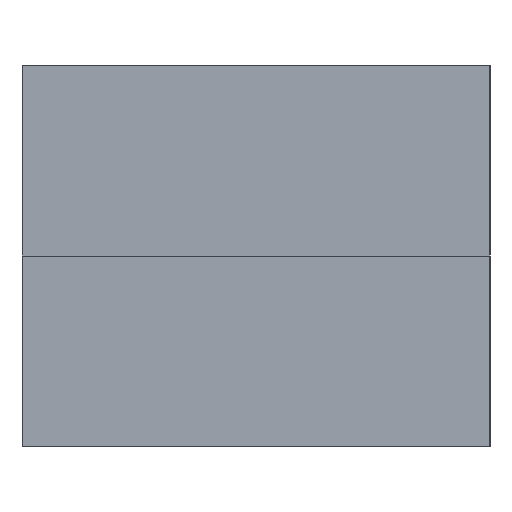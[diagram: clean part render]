
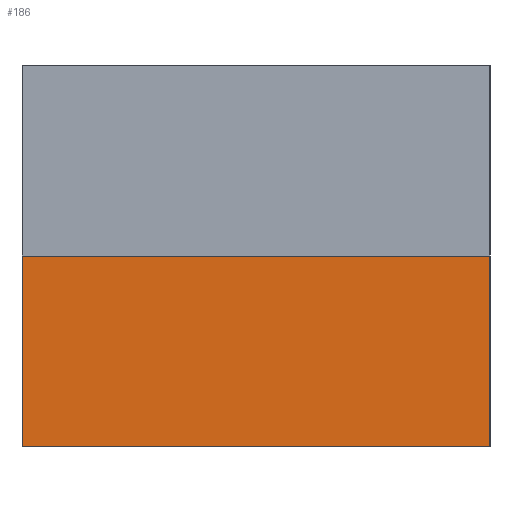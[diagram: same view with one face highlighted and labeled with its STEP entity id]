
A CAD part, left-side view. The second image highlights one B-rep face of the part: STEP entity #186.
In plain terms, the highlighted planar face has unit normal (-1, 0, 0).
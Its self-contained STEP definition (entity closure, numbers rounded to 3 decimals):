
#186=ADVANCED_FACE('',(#286),#288,.T.);
#286=FACE_BOUND('',#287,.T.);
#287=EDGE_LOOP('',(#450,#451,#452,#453));
#288=PLANE('',#289);
#289=AXIS2_PLACEMENT_3D('',#290,#291,#292);
#290=CARTESIAN_POINT('',(-500.,-32.,-13.));
#291=DIRECTION('',(-1.,0.,0.));
#292=DIRECTION('',(0.,0.,1.));
#450=ORIENTED_EDGE('',*,*,#539,.T.);
#451=ORIENTED_EDGE('',*,*,#525,.T.);
#452=ORIENTED_EDGE('',*,*,#548,.F.);
#453=ORIENTED_EDGE('',*,*,#528,.F.);
#525=EDGE_CURVE('',#578,#583,#585,.T.);
#528=EDGE_CURVE('',#589,#591,#592,.T.);
#539=EDGE_CURVE('',#589,#578,#612,.T.);
#548=EDGE_CURVE('',#591,#583,#624,.T.);
#578=VERTEX_POINT('',#674);
#583=VERTEX_POINT('',#683);
#585=LINE('',#687,#688);
#589=VERTEX_POINT('',#696);
#591=VERTEX_POINT('',#700);
#592=LINE('',#701,#702);
#612=LINE('',#747,#748);
#624=LINE('',#780,#781);
#674=CARTESIAN_POINT('',(-500.,-32.,0.));
#683=CARTESIAN_POINT('',(-500.,0.,0.));
#687=CARTESIAN_POINT('',(-500.,-32.,0.));
#688=VECTOR('',#689,1.);
#689=DIRECTION('',(0.,1.,0.));
#696=CARTESIAN_POINT('',(-500.,-32.,-13.));
#700=CARTESIAN_POINT('',(-500.,0.,-13.));
#701=CARTESIAN_POINT('',(-500.,-32.,-13.));
#702=VECTOR('',#703,1.);
#703=DIRECTION('',(0.,1.,0.));
#747=CARTESIAN_POINT('',(-500.,-32.,-13.));
#748=VECTOR('',#749,1.);
#749=DIRECTION('',(0.,0.,1.));
#780=CARTESIAN_POINT('',(-500.,0.,-13.));
#781=VECTOR('',#782,1.);
#782=DIRECTION('',(0.,0.,1.));
